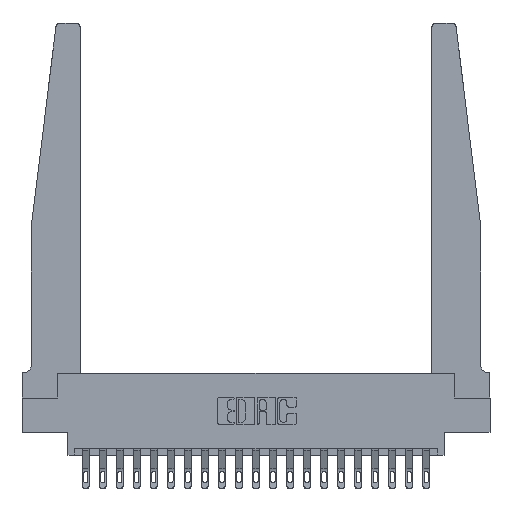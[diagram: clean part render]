
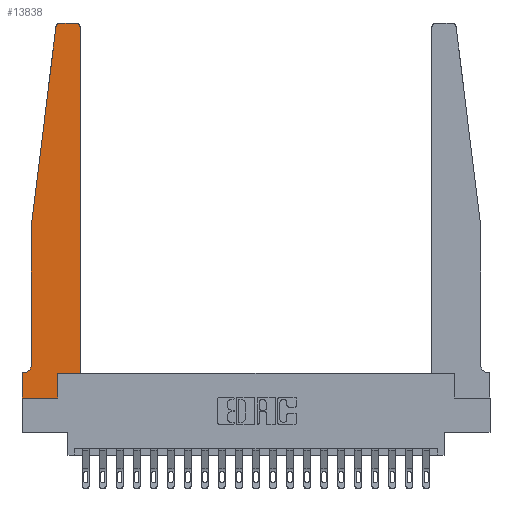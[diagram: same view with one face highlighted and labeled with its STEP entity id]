
A CAD part, top view. The second image highlights one B-rep face of the part: STEP entity #13838.
In plain terms, the highlighted planar face has unit normal (0, 0, 1).
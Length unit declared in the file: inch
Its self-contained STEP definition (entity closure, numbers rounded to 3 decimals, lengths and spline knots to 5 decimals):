
#15 = VERTEX_POINT ( 'NONE', #18368 ) ;
#142 = VECTOR ( 'NONE', #13960, 39.37008 ) ;
#386 = CARTESIAN_POINT ( 'NONE',  ( 0.065, 1.25, 0.37 ) ) ;
#878 = VERTEX_POINT ( 'NONE', #386 ) ;
#953 = ORIENTED_EDGE ( 'NONE', *, *, #20007, .T. ) ;
#1062 = CARTESIAN_POINT ( 'NONE',  ( 0.425, 2.72, 0.37 ) ) ;
#1134 = DIRECTION ( 'NONE',  ( 1., 0., 0. ) ) ;
#1439 = FACE_OUTER_BOUND ( 'NONE', #17013, .T. ) ;
#1772 = VECTOR ( 'NONE', #15567, 39.37008 ) ;
#1969 = CARTESIAN_POINT ( 'NONE',  ( 0.425, 0.18, 0.37 ) ) ;
#2187 = EDGE_CURVE ( 'NONE', #4692, #10861, #17387, .T. ) ;
#2273 = ORIENTED_EDGE ( 'NONE', *, *, #10022, .T. ) ;
#2444 = LINE ( 'NONE', #17646, #13076 ) ;
#2473 = CARTESIAN_POINT ( 'NONE',  ( 0., 0., 0.37 ) ) ;
#2698 = CARTESIAN_POINT ( 'NONE',  ( 0.015, 0.1875, 0.37 ) ) ;
#2815 = ORIENTED_EDGE ( 'NONE', *, *, #6204, .T. ) ;
#2828 = CARTESIAN_POINT ( 'NONE',  ( 0.27653, 2.72, 0.37 ) ) ;
#3028 = DIRECTION ( 'NONE',  ( -1., 0., 0. ) ) ;
#3098 = CARTESIAN_POINT ( 'NONE',  ( 0.065, 0.2375, 0.37 ) ) ;
#3150 = CARTESIAN_POINT ( 'NONE',  ( 0.25, 2.75, 0.37 ) ) ;
#3173 = DIRECTION ( 'NONE',  ( -1., 0., 0. ) ) ;
#3266 = ORIENTED_EDGE ( 'NONE', *, *, #8513, .T. ) ;
#3734 = CARTESIAN_POINT ( 'NONE',  ( 0.425, 0.18, 0.37 ) ) ;
#4246 = DIRECTION ( 'NONE',  ( 0., 1., 0. ) ) ;
#4372 = VERTEX_POINT ( 'NONE', #21425 ) ;
#4454 = ORIENTED_EDGE ( 'NONE', *, *, #11147, .T. ) ;
#4692 = VERTEX_POINT ( 'NONE', #11426 ) ;
#4787 = CARTESIAN_POINT ( 'NONE',  ( 0., 0.1875, 0.37 ) ) ;
#4837 = CARTESIAN_POINT ( 'NONE',  ( 0., 0., 0.37 ) ) ;
#5543 = VERTEX_POINT ( 'NONE', #10649 ) ;
#5584 = AXIS2_PLACEMENT_3D ( 'NONE', #2828, #17513, #7348 ) ;
#5934 = ORIENTED_EDGE ( 'NONE', *, *, #7340, .T. ) ;
#5962 = LINE ( 'NONE', #2473, #17560 ) ;
#5967 = CARTESIAN_POINT ( 'NONE',  ( 0.395, 2.72, 0.37 ) ) ;
#6204 = EDGE_CURVE ( 'NONE', #878, #12493, #11116, .T. ) ;
#6458 = ORIENTED_EDGE ( 'NONE', *, *, #11738, .T. ) ;
#6595 = DIRECTION ( 'NONE',  ( 0., 0., 1. ) ) ;
#6616 = EDGE_CURVE ( 'NONE', #12493, #19608, #15006, .T. ) ;
#6918 = EDGE_CURVE ( 'NONE', #19608, #5543, #13772, .T. ) ;
#7340 = EDGE_CURVE ( 'NONE', #15, #14435, #13806, .T. ) ;
#7348 = DIRECTION ( 'NONE',  ( 1., 0., 0. ) ) ;
#7745 = DIRECTION ( 'NONE',  ( 0., -1., 0. ) ) ;
#7795 = VECTOR ( 'NONE', #12096, 39.37008 ) ;
#7958 = DIRECTION ( 'NONE',  ( 1., 0., 0. ) ) ;
#8149 = PLANE ( 'NONE',  #21635 ) ;
#8513 = EDGE_CURVE ( 'NONE', #4372, #4692, #2444, .T. ) ;
#8716 = ORIENTED_EDGE ( 'NONE', *, *, #6616, .T. ) ;
#9424 = DIRECTION ( 'NONE',  ( -0.122, -0.992, 0. ) ) ;
#10022 = EDGE_CURVE ( 'NONE', #15014, #11398, #18768, .T. ) ;
#10104 = LINE ( 'NONE', #3150, #19718 ) ;
#10546 = ORIENTED_EDGE ( 'NONE', *, *, #19170, .T. ) ;
#10649 = CARTESIAN_POINT ( 'NONE',  ( 0., 0.1875, 0.37 ) ) ;
#10712 = AXIS2_PLACEMENT_3D ( 'NONE', #13385, #20267, #3173 ) ;
#10831 = CARTESIAN_POINT ( 'NONE',  ( 0.065, 0.1875, 0.37 ) ) ;
#10861 = VERTEX_POINT ( 'NONE', #16551 ) ;
#11116 = LINE ( 'NONE', #17988, #14975 ) ;
#11147 = EDGE_CURVE ( 'NONE', #10861, #15014, #17789, .T. ) ;
#11208 = LINE ( 'NONE', #17972, #19145 ) ;
#11398 = VERTEX_POINT ( 'NONE', #21629 ) ;
#11426 = CARTESIAN_POINT ( 'NONE',  ( 0.2605, 0.18, 0.37 ) ) ;
#11738 = EDGE_CURVE ( 'NONE', #14435, #878, #11208, .T. ) ;
#12096 = DIRECTION ( 'NONE',  ( 1., 0., 0. ) ) ;
#12493 = VERTEX_POINT ( 'NONE', #3098 ) ;
#12929 = DIRECTION ( 'NONE',  ( 0., -1., 0. ) ) ;
#12946 = ORIENTED_EDGE ( 'NONE', *, *, #2187, .T. ) ;
#13076 = VECTOR ( 'NONE', #4246, 39.37008 ) ;
#13385 = CARTESIAN_POINT ( 'NONE',  ( 0.015, 0.2375, 0.37 ) ) ;
#13772 = LINE ( 'NONE', #10831, #1772 ) ;
#13806 = CIRCLE ( 'NONE', #5584, 0.03 ) ;
#13838 = ADVANCED_FACE ( 'NONE', ( #1439 ), #8149, .T. ) ;
#13960 = DIRECTION ( 'NONE',  ( 0., 1., 0. ) ) ;
#14337 = CARTESIAN_POINT ( 'NONE',  ( 0., 0., 0.37 ) ) ;
#14435 = VERTEX_POINT ( 'NONE', #18010 ) ;
#14975 = VECTOR ( 'NONE', #7745, 39.37008 ) ;
#15006 = CIRCLE ( 'NONE', #10712, 0.05 ) ;
#15014 = VERTEX_POINT ( 'NONE', #1062 ) ;
#15567 = DIRECTION ( 'NONE',  ( -1., 0., 0. ) ) ;
#15707 = VECTOR ( 'NONE', #21255, 39.37008 ) ;
#15828 = LINE ( 'NONE', #14337, #15707 ) ;
#16009 = ORIENTED_EDGE ( 'NONE', *, *, #6918, .T. ) ;
#16522 = DIRECTION ( 'NONE',  ( 0., 0., 1. ) ) ;
#16551 = CARTESIAN_POINT ( 'NONE',  ( 0.425, 0.18, 0.37 ) ) ;
#17013 = EDGE_LOOP ( 'NONE', ( #21424, #5934, #6458, #2815, #8716, #16009, #953, #10546, #3266, #12946, #4454, #2273 ) ) ;
#17387 = LINE ( 'NONE', #1969, #7795 ) ;
#17513 = DIRECTION ( 'NONE',  ( 0., 0., 1. ) ) ;
#17560 = VECTOR ( 'NONE', #12929, 39.37008 ) ;
#17646 = CARTESIAN_POINT ( 'NONE',  ( 0.2605, 0.18, 0.37 ) ) ;
#17789 = LINE ( 'NONE', #3734, #142 ) ;
#17972 = CARTESIAN_POINT ( 'NONE',  ( 0.065, 1.25, 0.37 ) ) ;
#17988 = CARTESIAN_POINT ( 'NONE',  ( 0.065, 1.25, 0.37 ) ) ;
#18010 = CARTESIAN_POINT ( 'NONE',  ( 0.24675, 2.72367, 0.37 ) ) ;
#18368 = CARTESIAN_POINT ( 'NONE',  ( 0.27653, 2.75, 0.37 ) ) ;
#18537 = VERTEX_POINT ( 'NONE', #4837 ) ;
#18768 = CIRCLE ( 'NONE', #21676, 0.03 ) ;
#19145 = VECTOR ( 'NONE', #9424, 39.37008 ) ;
#19170 = EDGE_CURVE ( 'NONE', #18537, #4372, #15828, .T. ) ;
#19608 = VERTEX_POINT ( 'NONE', #2698 ) ;
#19718 = VECTOR ( 'NONE', #3028, 39.37008 ) ;
#20007 = EDGE_CURVE ( 'NONE', #5543, #18537, #5962, .T. ) ;
#20091 = EDGE_CURVE ( 'NONE', #11398, #15, #10104, .T. ) ;
#20267 = DIRECTION ( 'NONE',  ( 0., 0., -1. ) ) ;
#21255 = DIRECTION ( 'NONE',  ( 1., 0., 0. ) ) ;
#21424 = ORIENTED_EDGE ( 'NONE', *, *, #20091, .T. ) ;
#21425 = CARTESIAN_POINT ( 'NONE',  ( 0.2605, 0., 0.37 ) ) ;
#21629 = CARTESIAN_POINT ( 'NONE',  ( 0.395, 2.75, 0.37 ) ) ;
#21635 = AXIS2_PLACEMENT_3D ( 'NONE', #4787, #6595, #1134 ) ;
#21676 = AXIS2_PLACEMENT_3D ( 'NONE', #5967, #16522, #7958 ) ;
